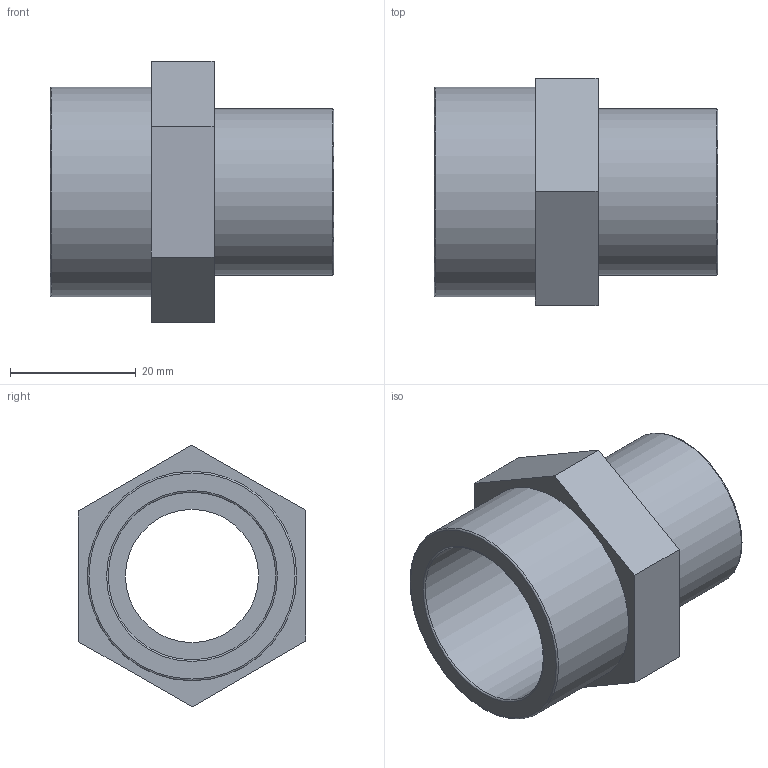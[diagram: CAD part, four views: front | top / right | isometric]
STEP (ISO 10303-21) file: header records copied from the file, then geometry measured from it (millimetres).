
FILE_DESCRIPTION(/* description */ ('PLASSON THR. REDUCING NIPPLE 1"-3/4" PVC'),/* implementation_level */ '2;1');
FILE_NAME(/* name */ '051601010007.ipt.stp',/* time_stamp */ '2017-12-07T16:00:54+02:00',/* author */ ('KIM'),/* organization */ (''),/* preprocessor_version */ 'ST-DEVELOPER v15.6',/* originating_system */ 'Autodesk Inventor 2015',/* authorisation */ '');
FILE_SCHEMA (('AUTOMOTIVE_DESIGN { 1 0 10303 214 3 1 1 }'));
Length unit declared in the file: millimetre
Products named in the file (1): 051601010007
Bounding box: 45 x 36.08 x 41.57 mm (x, y, z)
Volume: 15194.9 mm3; surface area: 9370.5 mm2
Topology: 1 solids, 1 shells, 19 faces, 38 edges, 24 vertices
Faces by surface type: plane 11, torus 4, cylinder 4
Full cylindrical faces by diameter (mm): 21.153 x1, 26.441 x1, 26.599 x1, 33.249 x1
Entity records: 480 total; most frequent: DIRECTION 82, CARTESIAN_POINT 74, ORIENTED_EDGE 60, EDGE_LOOP 32, AXIS2_PLACEMENT_3D 32, EDGE_CURVE 30, VERTEX_POINT 24, FACE_OUTER_BOUND 19
